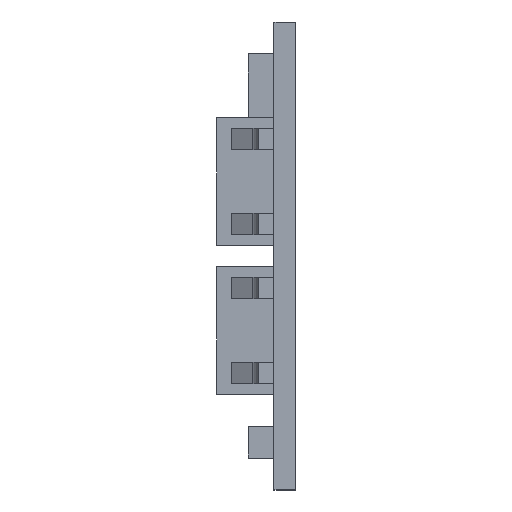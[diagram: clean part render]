
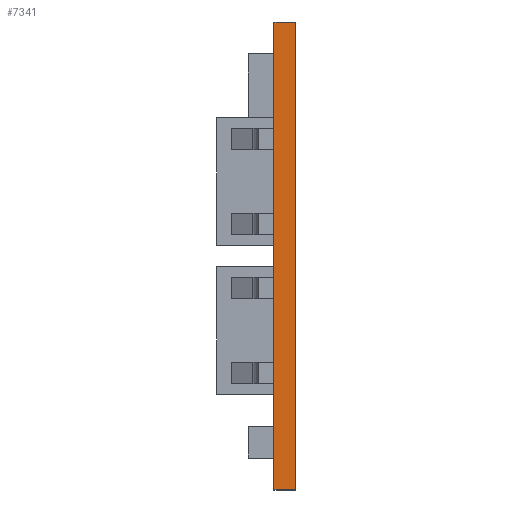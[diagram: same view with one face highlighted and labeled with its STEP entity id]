
A CAD part, left-side view. The second image highlights one B-rep face of the part: STEP entity #7341.
In plain terms, the highlighted planar face has unit normal (-1, 0, 0).
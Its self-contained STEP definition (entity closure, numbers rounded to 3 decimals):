
#283 = VERTEX_POINT ( 'NONE', #5480 ) ;
#367 = CARTESIAN_POINT ( 'NONE',  ( -25.5, -0.01, 11. ) ) ;
#959 = ORIENTED_EDGE ( 'NONE', *, *, #9454, .F. ) ;
#1235 = ORIENTED_EDGE ( 'NONE', *, *, #8897, .T. ) ;
#1303 = LINE ( 'NONE', #10264, #5483 ) ;
#1364 = CARTESIAN_POINT ( 'NONE',  ( -25.5, 1., -11. ) ) ;
#1513 = CARTESIAN_POINT ( 'NONE',  ( -25.5, -0.01, -11. ) ) ;
#1608 = DIRECTION ( 'NONE',  ( 0., 0., 1. ) ) ;
#1926 = LINE ( 'NONE', #2529, #7462 ) ;
#2077 = LINE ( 'NONE', #2511, #4282 ) ;
#2378 = DIRECTION ( 'NONE',  ( 0., 1., 0. ) ) ;
#2511 = CARTESIAN_POINT ( 'NONE',  ( -25.5, -0.01, -11. ) ) ;
#2529 = CARTESIAN_POINT ( 'NONE',  ( -25.5, -0.01, 11. ) ) ;
#2880 = EDGE_CURVE ( 'NONE', #9122, #5252, #2077, .T. ) ;
#3307 = DIRECTION ( 'NONE',  ( 0., 1., 0. ) ) ;
#4037 = EDGE_LOOP ( 'NONE', ( #1235, #959, #5606, #10037 ) ) ;
#4282 = VECTOR ( 'NONE', #6340, 1000. ) ;
#5252 = VERTEX_POINT ( 'NONE', #367 ) ;
#5411 = FACE_OUTER_BOUND ( 'NONE', #4037, .T. ) ;
#5480 = CARTESIAN_POINT ( 'NONE',  ( -25.5, 1., 11. ) ) ;
#5483 = VECTOR ( 'NONE', #5602, 1000. ) ;
#5602 = DIRECTION ( 'NONE',  ( 0., 0., 1. ) ) ;
#5606 = ORIENTED_EDGE ( 'NONE', *, *, #6157, .F. ) ;
#5805 = AXIS2_PLACEMENT_3D ( 'NONE', #1513, #8587, #1608 ) ;
#5964 = VERTEX_POINT ( 'NONE', #1364 ) ;
#6157 = EDGE_CURVE ( 'NONE', #9122, #5964, #9390, .T. ) ;
#6340 = DIRECTION ( 'NONE',  ( 0., 0., 1. ) ) ;
#7068 = CARTESIAN_POINT ( 'NONE',  ( -25.5, -0.01, -11. ) ) ;
#7341 = ADVANCED_FACE ( 'NONE', ( #5411 ), #8653, .T. ) ;
#7462 = VECTOR ( 'NONE', #3307, 1000. ) ;
#7499 = CARTESIAN_POINT ( 'NONE',  ( -25.5, -0.01, -11. ) ) ;
#8140 = VECTOR ( 'NONE', #2378, 1000. ) ;
#8587 = DIRECTION ( 'NONE',  ( -1., 0., 0. ) ) ;
#8653 = PLANE ( 'NONE',  #5805 ) ;
#8897 = EDGE_CURVE ( 'NONE', #5252, #283, #1926, .T. ) ;
#9122 = VERTEX_POINT ( 'NONE', #7499 ) ;
#9390 = LINE ( 'NONE', #7068, #8140 ) ;
#9454 = EDGE_CURVE ( 'NONE', #5964, #283, #1303, .T. ) ;
#10037 = ORIENTED_EDGE ( 'NONE', *, *, #2880, .T. ) ;
#10264 = CARTESIAN_POINT ( 'NONE',  ( -25.5, 1., -11. ) ) ;
